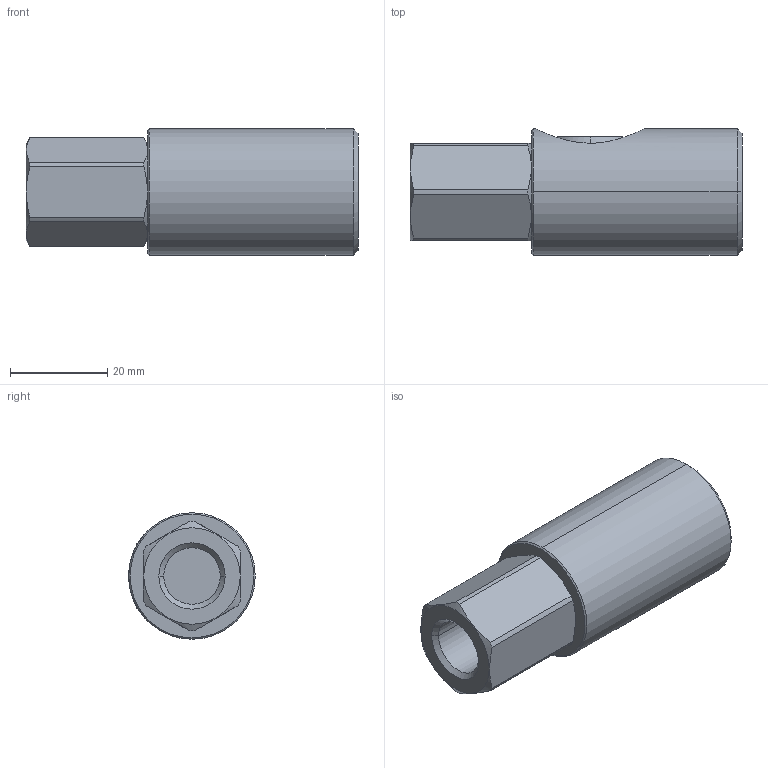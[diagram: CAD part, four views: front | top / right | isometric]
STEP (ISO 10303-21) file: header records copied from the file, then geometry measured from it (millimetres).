
FILE_DESCRIPTION (( 'STEP AP203' ), '1' );
FILE_NAME ('07460202.STEP', '2011-07-05T13:55:56', ( 'SP' ), ( 'sopra-pneumatic' ), 'SwSTEP 2.0', 'SolidWorks 2011', '' );
FILE_SCHEMA (( 'CONFIG_CONTROL_DESIGN' ));
Length unit declared in the file: millimetre
Products named in the file (1): 07460202
Bounding box: 68.2 x 26 x 26 mm (x, y, z)
Volume: 28462.5 mm3; surface area: 7685 mm2
Topology: 1 solids, 3 shells, 129 faces, 315 edges, 199 vertices
Faces by surface type: cone 40, plane 40, cylinder 39, sphere 10
Entity records: 4602 total; most frequent: CARTESIAN_POINT 1546, ORIENTED_EDGE 630, DIRECTION 617, EDGE_CURVE 315, AXIS2_PLACEMENT_3D 252, VERTEX_POINT 199, EDGE_LOOP 136, ADVANCED_FACE 129
